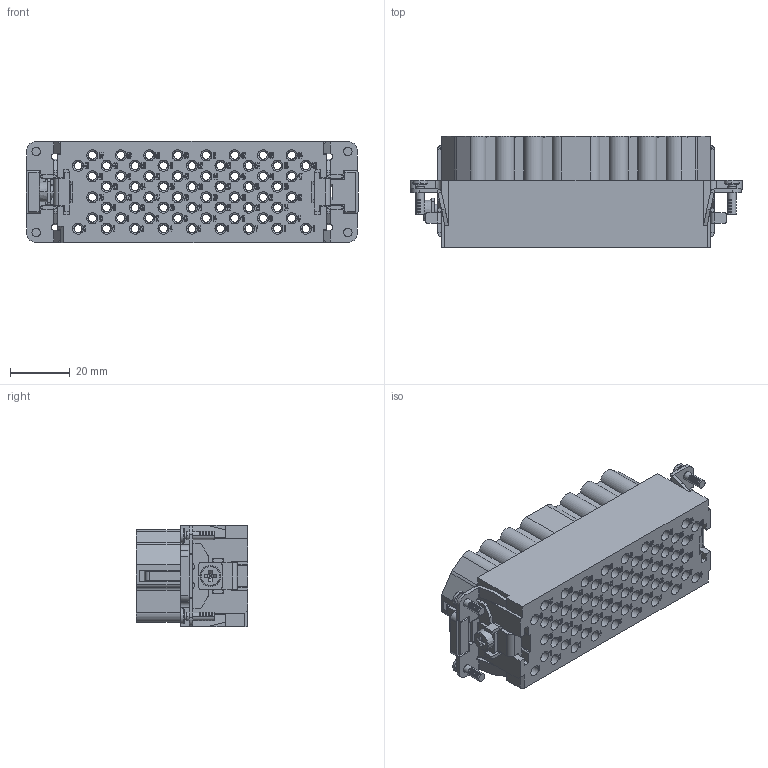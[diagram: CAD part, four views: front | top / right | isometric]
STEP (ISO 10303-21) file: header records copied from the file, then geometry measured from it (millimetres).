
FILE_DESCRIPTION((''),'2;1');
FILE_NAME('HEE-064-FC','2017-08-17T',('tl.yang'),(''),'PRO/ENGINEER BY PARAMETRIC TECHNOLOGY CORPORATION, 2011500','PRO/ENGINEER BY PARAMETRIC TECHNOLOGY CORPORATION, 2011500','');
FILE_SCHEMA(('CONFIG_CONTROL_DESIGN'));
Products named in the file (1): HEE-064-FC
Bounding box: 110.8 x 37.05 x 33.8 mm (x, y, z)
Volume: 76308.9 mm3; surface area: 48799.3 mm2
Topology: 1 solids, 1 shells, 9926 faces, 28423 edges, 18960 vertices
Faces by surface type: plane 9157, cylinder 575, torus 130, bspline 44, cone 18, extrusion 2
Entity records: 321719 total; most frequent: CARTESIAN_POINT 60670, ORIENTED_EDGE 56846, DIRECTION 49373, EDGE_CURVE 28423, VECTOR 26679, LINE 26677, VERTEX_POINT 18960, AXIS2_PLACEMENT_3D 11347
